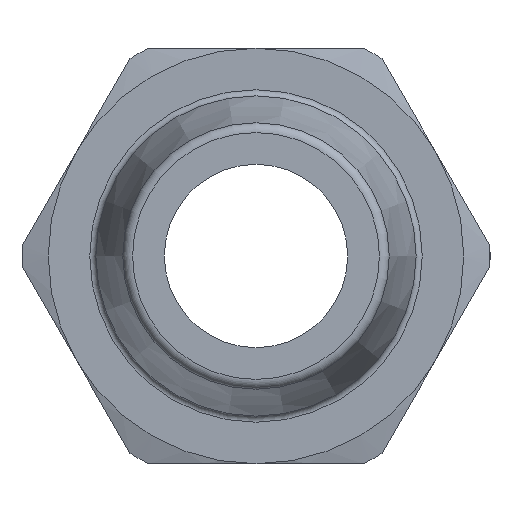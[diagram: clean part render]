
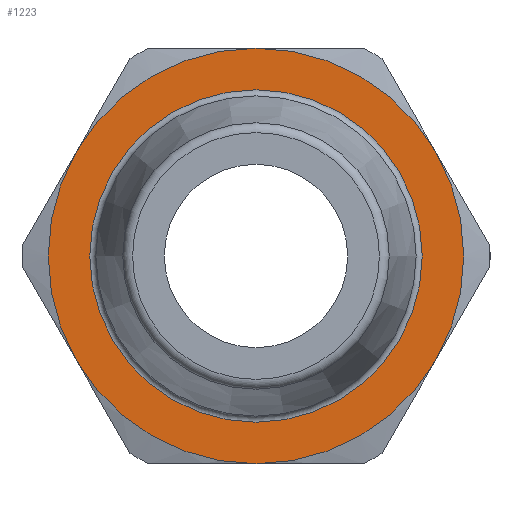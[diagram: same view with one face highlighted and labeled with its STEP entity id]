
A CAD part, left-side view. The second image highlights one B-rep face of the part: STEP entity #1223.
In plain terms, the highlighted planar face has unit normal (-1, 0, 0).
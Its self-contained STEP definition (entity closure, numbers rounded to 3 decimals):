
#188=CARTESIAN_POINT('',(20.2,7.361,4.25));
#189=VERTEX_POINT('',#188);
#270=CARTESIAN_POINT('',(20.2,7.361,-4.25));
#271=VERTEX_POINT('',#270);
#352=CARTESIAN_POINT('',(20.2,0.0,-8.5));
#353=VERTEX_POINT('',#352);
#434=CARTESIAN_POINT('',(20.2,-7.361,-4.25));
#435=VERTEX_POINT('',#434);
#516=CARTESIAN_POINT('',(20.2,-7.361,4.25));
#517=VERTEX_POINT('',#516);
#837=CARTESIAN_POINT('',(20.2,0.,8.5));
#838=VERTEX_POINT('',#837);
#839=CARTESIAN_POINT('',(20.2,0.0,0.0));
#840=DIRECTION('',(1.0,0.0,0.0));
#841=DIRECTION('',(0.0,1.0,0.0));
#842=AXIS2_PLACEMENT_3D('',#839,#840,#841);
#843=CIRCLE('',#842,8.5);
#844=EDGE_CURVE('',#189,#838,#843,.T.);
#883=CARTESIAN_POINT('',(20.2,0.0,0.0));
#884=DIRECTION('',(1.0,0.0,0.0));
#885=DIRECTION('',(0.0,1.0,0.0));
#886=AXIS2_PLACEMENT_3D('',#883,#884,#885);
#887=CIRCLE('',#886,8.5);
#888=EDGE_CURVE('',#838,#517,#887,.T.);
#901=CARTESIAN_POINT('',(20.2,0.0,0.0));
#902=DIRECTION('',(1.0,0.0,0.0));
#903=DIRECTION('',(0.0,1.0,0.0));
#904=AXIS2_PLACEMENT_3D('',#901,#902,#903);
#905=CIRCLE('',#904,8.5);
#906=EDGE_CURVE('',#517,#435,#905,.T.);
#919=CARTESIAN_POINT('',(20.2,0.0,0.0));
#920=DIRECTION('',(1.0,0.0,0.0));
#921=DIRECTION('',(0.0,1.0,0.0));
#922=AXIS2_PLACEMENT_3D('',#919,#920,#921);
#923=CIRCLE('',#922,8.5);
#924=EDGE_CURVE('',#435,#353,#923,.T.);
#937=CARTESIAN_POINT('',(20.2,0.0,0.0));
#938=DIRECTION('',(1.0,0.0,0.0));
#939=DIRECTION('',(0.0,1.0,0.0));
#940=AXIS2_PLACEMENT_3D('',#937,#938,#939);
#941=CIRCLE('',#940,8.5);
#942=EDGE_CURVE('',#353,#271,#941,.T.);
#1186=CARTESIAN_POINT('',(20.2,6.8,0.0));
#1187=VERTEX_POINT('',#1186);
#1188=CARTESIAN_POINT('',(20.2,0.0,0.0));
#1189=DIRECTION('',(1.0,0.0,0.0));
#1190=DIRECTION('',(0.0,1.0,0.0));
#1191=AXIS2_PLACEMENT_3D('',#1188,#1189,#1190);
#1192=CIRCLE('',#1191,6.8);
#1193=EDGE_CURVE('',#1187,#1187,#1192,.T.);
#1201=CARTESIAN_POINT('',(20.2,7.65,0.0));
#1202=DIRECTION('',(-1.0,0.0,0.0));
#1203=DIRECTION('',(0.0,0.0,1.0));
#1204=AXIS2_PLACEMENT_3D('',#1201,#1202,#1203);
#1205=PLANE('',#1204);
#1206=ORIENTED_EDGE('',*,*,#888,.F.);
#1207=ORIENTED_EDGE('',*,*,#844,.F.);
#1208=CARTESIAN_POINT('',(20.2,0.0,0.0));
#1209=DIRECTION('',(1.0,0.0,0.0));
#1210=DIRECTION('',(0.0,1.0,0.0));
#1211=AXIS2_PLACEMENT_3D('',#1208,#1209,#1210);
#1212=CIRCLE('',#1211,8.5);
#1213=EDGE_CURVE('',#271,#189,#1212,.T.);
#1214=ORIENTED_EDGE('',*,*,#1213,.F.);
#1215=ORIENTED_EDGE('',*,*,#942,.F.);
#1216=ORIENTED_EDGE('',*,*,#924,.F.);
#1217=ORIENTED_EDGE('',*,*,#906,.F.);
#1218=EDGE_LOOP('',(#1206,#1207,#1214,#1215,#1216,#1217));
#1219=FACE_OUTER_BOUND('',#1218,.T.);
#1220=ORIENTED_EDGE('',*,*,#1193,.T.);
#1221=EDGE_LOOP('',(#1220));
#1222=FACE_BOUND('',#1221,.T.);
#1223=ADVANCED_FACE('',(#1219,#1222),#1205,.T.);
